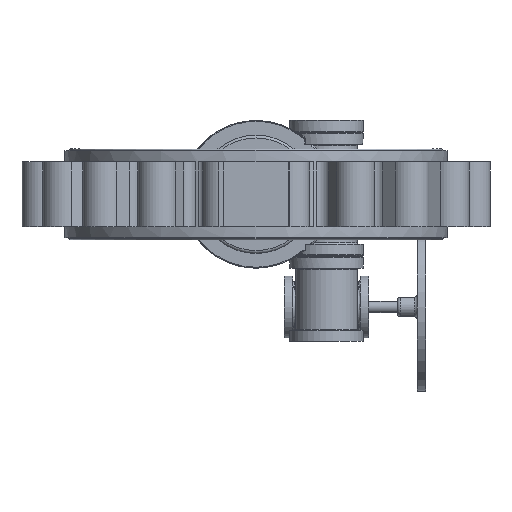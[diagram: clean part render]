
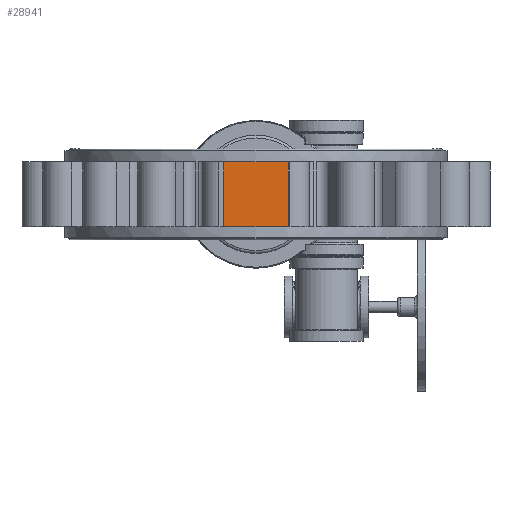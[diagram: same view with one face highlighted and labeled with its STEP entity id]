
A CAD part, front view. The second image highlights one B-rep face of the part: STEP entity #28941.
In plain terms, the highlighted planar face has unit normal (0, -1, 0).
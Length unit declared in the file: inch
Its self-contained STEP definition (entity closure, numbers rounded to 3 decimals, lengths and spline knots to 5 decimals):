
#116 = CARTESIAN_POINT ( 'NONE',  ( 8.91165, -1.93512, 19.61671 ) ) ;
#1299 = EDGE_CURVE ( 'NONE', #6290, #12825, #3620, .T. ) ;
#3231 = CARTESIAN_POINT ( 'NONE',  ( 13.43921, -1.93512, 15.08916 ) ) ;
#3301 = EDGE_CURVE ( 'NONE', #12825, #32837, #12863, .T. ) ;
#3620 = LINE ( 'NONE', #14190, #8563 ) ;
#3796 = EDGE_CURVE ( 'NONE', #28930, #6290, #10777, .T. ) ;
#4832 = EDGE_CURVE ( 'NONE', #32837, #28930, #32460, .T. ) ;
#4943 = CARTESIAN_POINT ( 'NONE',  ( 8.91165, -1.93512, 19.61671 ) ) ;
#5450 = CARTESIAN_POINT ( 'NONE',  ( 13.43921, -1.93512, 19.61671 ) ) ;
#6290 = VERTEX_POINT ( 'NONE', #26840 ) ;
#6458 = DIRECTION ( 'NONE',  ( 0., 0., 1. ) ) ;
#6702 = VECTOR ( 'NONE', #19047, 39.37008 ) ;
#6763 = DIRECTION ( 'NONE',  ( 0., 0., 1. ) ) ;
#7751 = ORIENTED_EDGE ( 'NONE', *, *, #4832, .F. ) ;
#8407 = VECTOR ( 'NONE', #13038, 39.37008 ) ;
#8563 = VECTOR ( 'NONE', #6458, 39.37008 ) ;
#10068 = CARTESIAN_POINT ( 'NONE',  ( 13.43921, -1.93512, 19.61671 ) ) ;
#10777 = LINE ( 'NONE', #19431, #14471 ) ;
#11266 = AXIS2_PLACEMENT_3D ( 'NONE', #14148, #25587, #6763 ) ;
#12825 = VERTEX_POINT ( 'NONE', #116 ) ;
#12863 = LINE ( 'NONE', #4943, #8407 ) ;
#13038 = DIRECTION ( 'NONE',  ( 1., 0., 0. ) ) ;
#13962 = PLANE ( 'NONE',  #11266 ) ;
#14148 = CARTESIAN_POINT ( 'NONE',  ( 11.17543, -1.93512, 17.35293 ) ) ;
#14190 = CARTESIAN_POINT ( 'NONE',  ( 8.91165, -1.93512, 15.08916 ) ) ;
#14471 = VECTOR ( 'NONE', #32335, 39.37008 ) ;
#16481 = FACE_OUTER_BOUND ( 'NONE', #29548, .T. ) ;
#17932 = ORIENTED_EDGE ( 'NONE', *, *, #3301, .F. ) ;
#19047 = DIRECTION ( 'NONE',  ( 0., 0., -1. ) ) ;
#19431 = CARTESIAN_POINT ( 'NONE',  ( 13.43921, -1.93512, 15.08916 ) ) ;
#25587 = DIRECTION ( 'NONE',  ( 0., 1., 0. ) ) ;
#26052 = ORIENTED_EDGE ( 'NONE', *, *, #1299, .F. ) ;
#26840 = CARTESIAN_POINT ( 'NONE',  ( 8.91165, -1.93512, 15.08916 ) ) ;
#28930 = VERTEX_POINT ( 'NONE', #3231 ) ;
#28941 = ADVANCED_FACE ( 'NONE', ( #16481 ), #13962, .F. ) ;
#29548 = EDGE_LOOP ( 'NONE', ( #17932, #26052, #29884, #7751 ) ) ;
#29884 = ORIENTED_EDGE ( 'NONE', *, *, #3796, .F. ) ;
#32335 = DIRECTION ( 'NONE',  ( -1., 0., 0. ) ) ;
#32460 = LINE ( 'NONE', #5450, #6702 ) ;
#32837 = VERTEX_POINT ( 'NONE', #10068 ) ;
